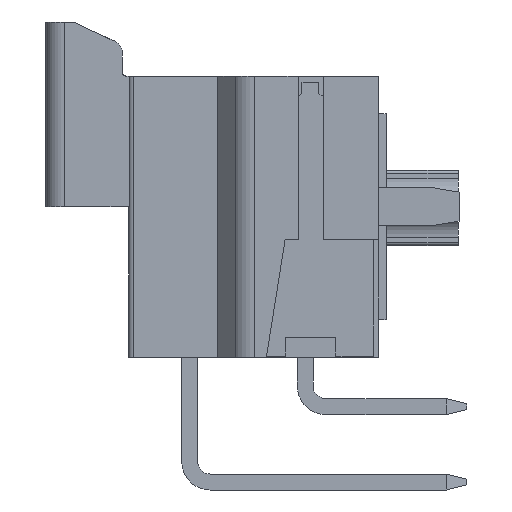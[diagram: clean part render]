
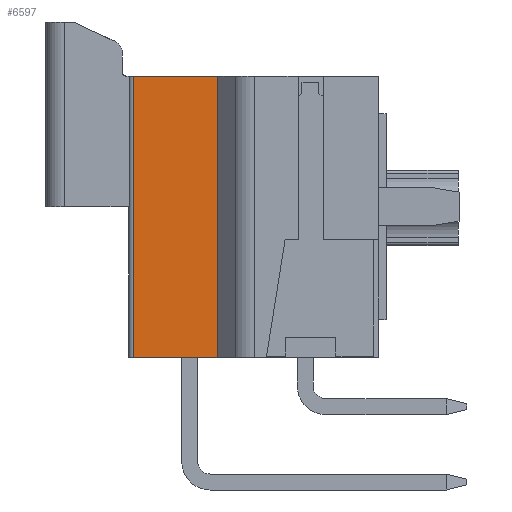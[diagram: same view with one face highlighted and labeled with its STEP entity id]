
A CAD part, left-side view. The second image highlights one B-rep face of the part: STEP entity #6597.
In plain terms, the highlighted planar face has unit normal (-1, 0, 0).
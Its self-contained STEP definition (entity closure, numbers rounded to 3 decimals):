
#900=DIRECTION('',(0.,1.,0.));
#901=VECTOR('',#900,3.35);
#902=CARTESIAN_POINT('',(-4.,1.425,5.6));
#903=LINE('',#902,#901);
#1302=DIRECTION('',(0.,0.,1.));
#1303=VECTOR('',#1302,11.2);
#1304=CARTESIAN_POINT('',(-4.,4.775,-5.6));
#1305=LINE('',#1304,#1303);
#1306=DIRECTION('',(0.,0.,-1.));
#1307=VECTOR('',#1306,11.2);
#1308=CARTESIAN_POINT('',(-4.,1.425,5.6));
#1309=LINE('',#1308,#1307);
#1310=DIRECTION('',(0.,1.,0.));
#1311=VECTOR('',#1310,3.35);
#1312=CARTESIAN_POINT('',(-4.,1.425,-5.6));
#1313=LINE('',#1312,#1311);
#4011=CARTESIAN_POINT('',(-4.,4.775,5.6));
#4013=VERTEX_POINT('',#4011);
#4014=CARTESIAN_POINT('',(-4.,4.775,-5.6));
#4015=VERTEX_POINT('',#4014);
#4046=CARTESIAN_POINT('',(-4.,1.425,5.6));
#4047=VERTEX_POINT('',#4046);
#4597=CARTESIAN_POINT('',(-4.,1.425,-5.6));
#4598=VERTEX_POINT('',#4597);
#6584=CARTESIAN_POINT('',(-4.,-4.975,-5.6));
#6585=DIRECTION('',(-1.,0.,0.));
#6586=DIRECTION('',(0.,0.,1.));
#6587=AXIS2_PLACEMENT_3D('',#6584,#6585,#6586);
#6588=PLANE('',#6587);
#6589=ORIENTED_EDGE('',*,*,#6573,.T.);
#6590=ORIENTED_EDGE('',*,*,#6075,.F.);
#6592=ORIENTED_EDGE('',*,*,#6591,.T.);
#6594=ORIENTED_EDGE('',*,*,#6593,.T.);
#6595=EDGE_LOOP('',(#6589,#6590,#6592,#6594));
#6596=FACE_OUTER_BOUND('',#6595,.F.);
#6597=ADVANCED_FACE('',(#6596),#6588,.T.);
#6075=EDGE_CURVE('',#4047,#4013,#903,.T.);
#6573=EDGE_CURVE('',#4015,#4013,#1305,.T.);
#6591=EDGE_CURVE('',#4047,#4598,#1309,.T.);
#6593=EDGE_CURVE('',#4598,#4015,#1313,.T.);
